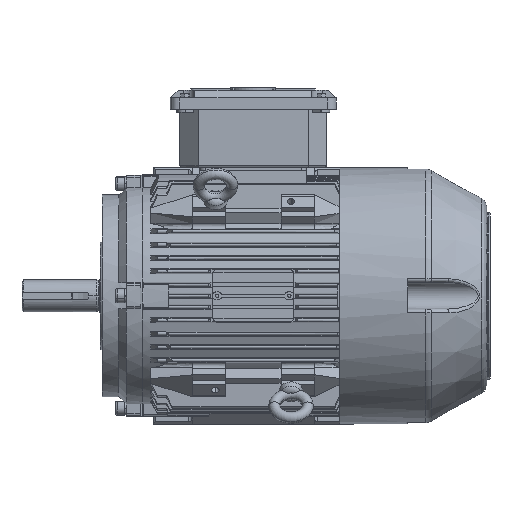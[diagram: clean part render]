
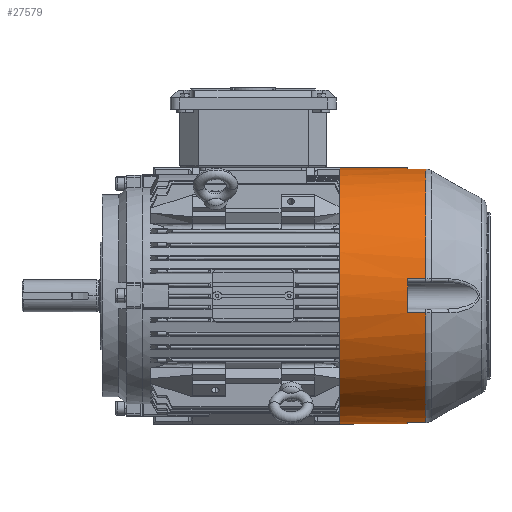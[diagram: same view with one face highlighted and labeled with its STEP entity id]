
A CAD part, front view. The second image highlights one B-rep face of the part: STEP entity #27579.
In plain terms, the highlighted cylindrical face has radius 115 mm (diameter 230 mm), a partial arc.
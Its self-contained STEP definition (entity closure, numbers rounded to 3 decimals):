
#19442 = CARTESIAN_POINT ( 'NONE',  ( 0., 0., 115. ) ) ;
#19444 = DIRECTION ( 'NONE',  ( 0., 0., 1. ) ) ;
#19446 = DIRECTION ( 'NONE',  ( -1., 0., 0. ) ) ;
#19448 = CARTESIAN_POINT ( 'NONE',  ( 0., 0., 0. ) ) ;
#19450 = AXIS2_PLACEMENT_3D ( 'NONE', #19448, #19446, #19444 ) ;
#19451 = CIRCLE ( 'NONE', #19450, 115. ) ;
#19470 = CARTESIAN_POINT ( 'NONE',  ( 0., 0., -115. ) ) ;
#19472 = DIRECTION ( 'NONE',  ( -1., 0., 0. ) ) ;
#19474 = VECTOR ( 'NONE', #19472, 1000. ) ;
#19476 = CARTESIAN_POINT ( 'NONE',  ( 0., 0., -115. ) ) ;
#19478 = LINE ( 'NONE', #19476, #19474 ) ;
#19559 = CARTESIAN_POINT ( 'NONE',  ( 61., 0., 115. ) ) ;
#19561 = DIRECTION ( 'NONE',  ( -1., 0., 0. ) ) ;
#19563 = VECTOR ( 'NONE', #19561, 1000. ) ;
#19565 = CARTESIAN_POINT ( 'NONE',  ( 0., 0., 115. ) ) ;
#19566 = LINE ( 'NONE', #19565, #19563 ) ;
#19592 = CARTESIAN_POINT ( 'NONE',  ( 77.359, 113.964, 15.402 ) ) ;
#19600 = DIRECTION ( 'NONE',  ( 0., 0., 1. ) ) ;
#19602 = DIRECTION ( 'NONE',  ( -1., 0., 0. ) ) ;
#19603 = CARTESIAN_POINT ( 'NONE',  ( 77.359, 0., 0. ) ) ;
#19604 = AXIS2_PLACEMENT_3D ( 'NONE', #19603, #19602, #19600 ) ;
#19606 = CIRCLE ( 'NONE', #19604, 115. ) ;
#19652 = DIRECTION ( 'NONE',  ( 0., 0., 1. ) ) ;
#19653 = DIRECTION ( 'NONE',  ( -1., 0., 0. ) ) ;
#19655 = CARTESIAN_POINT ( 'NONE',  ( 61., 0., 0. ) ) ;
#19657 = AXIS2_PLACEMENT_3D ( 'NONE', #19655, #19653, #19652 ) ;
#19659 = CIRCLE ( 'NONE', #19657, 115. ) ;
#19675 = DIRECTION ( 'NONE',  ( 0., 0., 1. ) ) ;
#19677 = DIRECTION ( 'NONE',  ( -1., 0., 0. ) ) ;
#19678 = CARTESIAN_POINT ( 'NONE',  ( 0., 0., 0. ) ) ;
#19679 = AXIS2_PLACEMENT_3D ( 'NONE', #19678, #19677, #19675 ) ;
#19686 = CYLINDRICAL_SURFACE ( 'NONE', #19679, 115. ) ;
#19688 = FACE_OUTER_BOUND ( 'NONE', #27584, .T. ) ;
#19689 = CARTESIAN_POINT ( 'NONE',  ( 61., 113.964, -15.402 ) ) ;
#19691 = DIRECTION ( 'NONE',  ( 0., 0., 1. ) ) ;
#19692 = DIRECTION ( 'NONE',  ( -1., 0., 0. ) ) ;
#19694 = CARTESIAN_POINT ( 'NONE',  ( 61., 0., 0. ) ) ;
#19695 = AXIS2_PLACEMENT_3D ( 'NONE', #19694, #19692, #19691 ) ;
#19697 = CIRCLE ( 'NONE', #19695, 115. ) ;
#19703 = CARTESIAN_POINT ( 'NONE',  ( 61., 113.964, 15.402 ) ) ;
#19704 = DIRECTION ( 'NONE',  ( -1., 0., 0. ) ) ;
#19705 = VECTOR ( 'NONE', #19704, 1000. ) ;
#19708 = CARTESIAN_POINT ( 'NONE',  ( 0., 113.964, 15.402 ) ) ;
#19709 = LINE ( 'NONE', #19708, #19705 ) ;
#19752 = DIRECTION ( 'NONE',  ( -1., 0., 0. ) ) ;
#19754 = VECTOR ( 'NONE', #19752, 1000. ) ;
#19756 = CARTESIAN_POINT ( 'NONE',  ( 0., 15.402, -113.964 ) ) ;
#19757 = LINE ( 'NONE', #19756, #19754 ) ;
#19788 = CARTESIAN_POINT ( 'NONE',  ( 61., 0., -115. ) ) ;
#19790 = CARTESIAN_POINT ( 'NONE',  ( 61., 15.402, -113.964 ) ) ;
#19791 = LINE ( 'NONE', #19940, #19938 ) ;
#19806 = CARTESIAN_POINT ( 'NONE',  ( 61., 15.402, 113.964 ) ) ;
#19809 = DIRECTION ( 'NONE',  ( 0., 0., 1. ) ) ;
#19811 = DIRECTION ( 'NONE',  ( -1., 0., 0. ) ) ;
#19813 = AXIS2_PLACEMENT_3D ( 'NONE', #19829, #19811, #19809 ) ;
#19815 = CIRCLE ( 'NONE', #19813, 115. ) ;
#19829 = CARTESIAN_POINT ( 'NONE',  ( 61., 0., 0. ) ) ;
#19935 = CARTESIAN_POINT ( 'NONE',  ( 77.359, 15.402, 113.964 ) ) ;
#19937 = DIRECTION ( 'NONE',  ( 1., 0., 0. ) ) ;
#19938 = VECTOR ( 'NONE', #19937, 1000. ) ;
#19940 = CARTESIAN_POINT ( 'NONE',  ( 0., 15.402, 113.964 ) ) ;
#19947 = CARTESIAN_POINT ( 'NONE',  ( 77.359, 15.402, -113.964 ) ) ;
#19949 = DIRECTION ( 'NONE',  ( 0., 0., 1. ) ) ;
#19951 = DIRECTION ( 'NONE',  ( -1., 0., 0. ) ) ;
#19952 = CARTESIAN_POINT ( 'NONE',  ( 77.359, 0., 0. ) ) ;
#19954 = AXIS2_PLACEMENT_3D ( 'NONE', #19952, #19951, #19949 ) ;
#19955 = CIRCLE ( 'NONE', #19954, 115. ) ;
#19961 = CARTESIAN_POINT ( 'NONE',  ( 77.359, 113.964, -15.402 ) ) ;
#19978 = DIRECTION ( 'NONE',  ( 1., 0., 0. ) ) ;
#19979 = VECTOR ( 'NONE', #19978, 1000. ) ;
#19981 = CARTESIAN_POINT ( 'NONE',  ( 0., 113.964, -15.402 ) ) ;
#19983 = LINE ( 'NONE', #19981, #19979 ) ;
#27461 = ORIENTED_EDGE ( 'NONE', *, *, #27465, .T. ) ;
#27465 = EDGE_CURVE ( 'NONE', #27601, #27472, #19478, .T. ) ;
#27472 = VERTEX_POINT ( 'NONE', #19470 ) ;
#27479 = ORIENTED_EDGE ( 'NONE', *, *, #27483, .F. ) ;
#27483 = EDGE_CURVE ( 'NONE', #27490, #27472, #19451, .T. ) ;
#27490 = VERTEX_POINT ( 'NONE', #19442 ) ;
#27494 = ORIENTED_EDGE ( 'NONE', *, *, #27500, .F. ) ;
#27500 = EDGE_CURVE ( 'NONE', #27503, #27490, #19566, .T. ) ;
#27503 = VERTEX_POINT ( 'NONE', #19559 ) ;
#27539 = ORIENTED_EDGE ( 'NONE', *, *, #27541, .T. ) ;
#27541 = EDGE_CURVE ( 'NONE', #27673, #27548, #19606, .T. ) ;
#27548 = VERTEX_POINT ( 'NONE', #19592 ) ;
#27556 = ORIENTED_EDGE ( 'NONE', *, *, #27560, .T. ) ;
#27560 = EDGE_CURVE ( 'NONE', #27548, #27562, #19709, .T. ) ;
#27562 = VERTEX_POINT ( 'NONE', #19703 ) ;
#27568 = ORIENTED_EDGE ( 'NONE', *, *, #27572, .T. ) ;
#27572 = EDGE_CURVE ( 'NONE', #27562, #27573, #19697, .T. ) ;
#27573 = VERTEX_POINT ( 'NONE', #19689 ) ;
#27579 = ADVANCED_FACE ( 'NONE', ( #19688 ), #19686, .T. ) ;
#27584 = EDGE_LOOP ( 'NONE', ( #27591, #27461, #27479, #27494, #27653, #27665, #27539, #27556, #27568, #27730, #27742, #27612 ) ) ;
#27591 = ORIENTED_EDGE ( 'NONE', *, *, #27592, .T. ) ;
#27592 = EDGE_CURVE ( 'NONE', #27596, #27601, #19659, .T. ) ;
#27596 = VERTEX_POINT ( 'NONE', #19790 ) ;
#27601 = VERTEX_POINT ( 'NONE', #19788 ) ;
#27612 = ORIENTED_EDGE ( 'NONE', *, *, #27614, .T. ) ;
#27614 = EDGE_CURVE ( 'NONE', #27747, #27596, #19757, .T. ) ;
#27653 = ORIENTED_EDGE ( 'NONE', *, *, #27656, .T. ) ;
#27656 = EDGE_CURVE ( 'NONE', #27503, #27659, #19815, .T. ) ;
#27659 = VERTEX_POINT ( 'NONE', #19806 ) ;
#27665 = ORIENTED_EDGE ( 'NONE', *, *, #27671, .T. ) ;
#27671 = EDGE_CURVE ( 'NONE', #27659, #27673, #19791, .T. ) ;
#27673 = VERTEX_POINT ( 'NONE', #19935 ) ;
#27730 = ORIENTED_EDGE ( 'NONE', *, *, #27732, .T. ) ;
#27732 = EDGE_CURVE ( 'NONE', #27573, #27739, #19983, .T. ) ;
#27739 = VERTEX_POINT ( 'NONE', #19961 ) ;
#27742 = ORIENTED_EDGE ( 'NONE', *, *, #27745, .T. ) ;
#27745 = EDGE_CURVE ( 'NONE', #27739, #27747, #19955, .T. ) ;
#27747 = VERTEX_POINT ( 'NONE', #19947 ) ;
